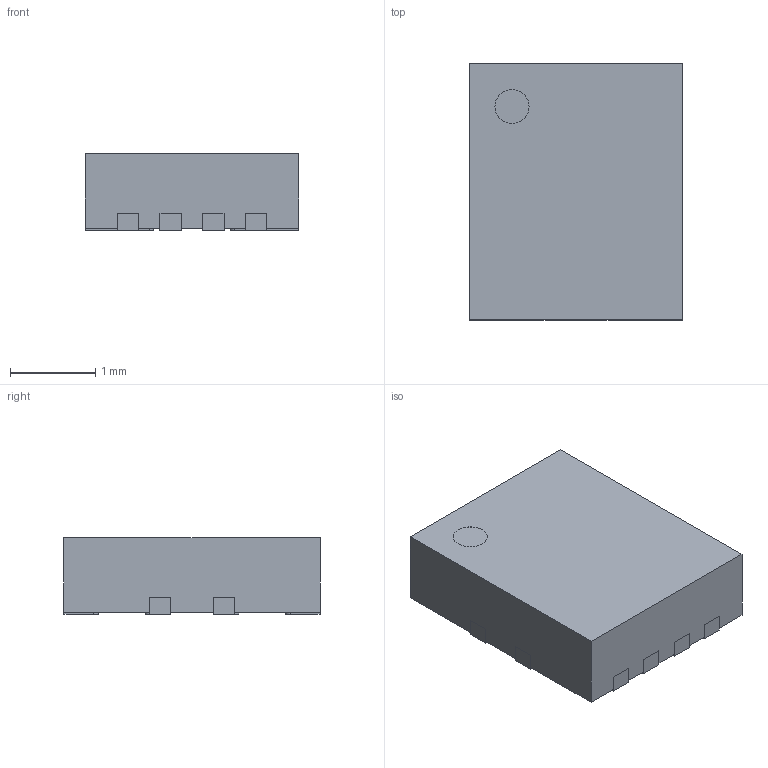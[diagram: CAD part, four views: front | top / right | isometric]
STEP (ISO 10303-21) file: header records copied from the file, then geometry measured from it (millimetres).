
FILE_DESCRIPTION (( 'STEP AP214' ), '1' );
FILE_NAME ('MP4571 (QFN-12, 2.5x3).STEP', '2022-01-27T00:12:17', ( '' ), ( '' ), 'SwSTEP 2.0', 'SolidWorks 2021', '' );
FILE_SCHEMA (( 'AUTOMOTIVE_DESIGN' ));
Length unit declared in the file: millimetre
Products named in the file (1): MP4571 (QFN-12, 2.5x3)
Bounding box: 2.5 x 3 x 0.9 mm (x, y, z)
Volume: 6.6 mm3; surface area: 33.4 mm2
Topology: 13 solids, 13 shells, 177 faces, 450 edges, 300 vertices
Faces by surface type: plane 127, cylinder 50
Entity records: 5477 total; most frequent: CARTESIAN_POINT 928, DIRECTION 906, ORIENTED_EDGE 900, EDGE_CURVE 450, LINE 350, VECTOR 350, VERTEX_POINT 300, AXIS2_PLACEMENT_3D 278
